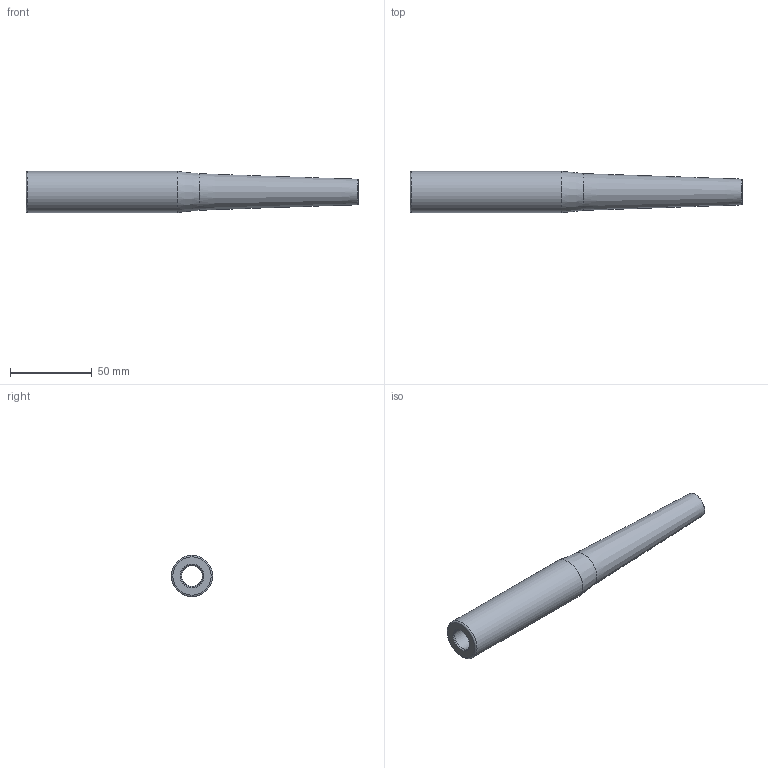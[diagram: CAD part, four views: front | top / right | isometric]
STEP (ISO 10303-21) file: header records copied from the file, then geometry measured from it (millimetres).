
FILE_DESCRIPTION(/* description */ (''),/* implementation_level */ '2;1');
FILE_NAME(/* name */ 'S100-SN050-0800.stp',/* time_stamp */ '2018-12-19T15:51:46-06:00',/* author */ ('Lee'),/* organization */ (''),/* preprocessor_version */ 'ST-DEVELOPER v17',/* originating_system */ 'Autodesk Inventor LT',/* authorisation */ '');
FILE_SCHEMA (('AUTOMOTIVE_DESIGN { 1 0 10303 214 3 1 1 }'));
Length unit declared in the file: millimetre
Products named in the file (1): S100-SN050-0800
Bounding box: 203.2 x 25.4 x 25.4 mm (x, y, z)
Volume: 54384.1 mm3; surface area: 22894.1 mm2
Topology: 1 solids, 1 shells, 14 faces, 44 edges, 32 vertices
Faces by surface type: cone 5, torus 4, cylinder 3, plane 2
Full cylindrical faces by diameter (mm): 12.7 x1, 13 x1, 25.4 x1
Entity records: 571 total; most frequent: DIRECTION 110, CARTESIAN_POINT 91, ORIENTED_EDGE 88, AXIS2_PLACEMENT_3D 51, EDGE_CURVE 44, CIRCLE 36, VERTEX_POINT 32, EDGE_LOOP 16
